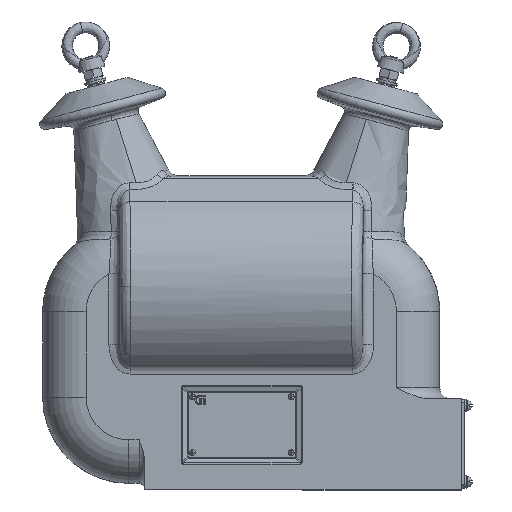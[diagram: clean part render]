
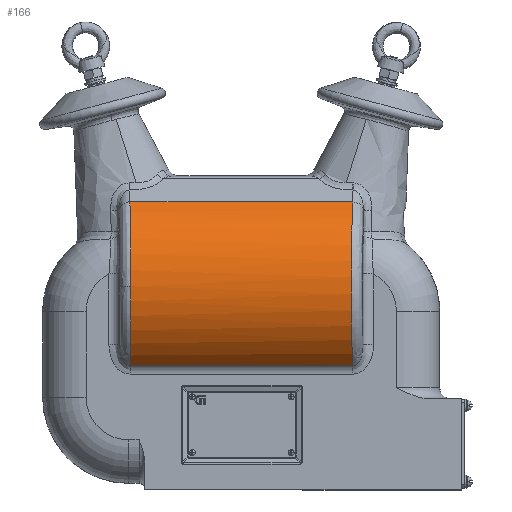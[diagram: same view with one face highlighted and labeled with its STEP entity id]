
A CAD part, top view. The second image highlights one B-rep face of the part: STEP entity #166.
In plain terms, the highlighted cylindrical face has radius 96 mm (diameter 192 mm), a partial arc.
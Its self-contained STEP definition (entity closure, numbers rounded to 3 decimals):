
#166 = ADVANCED_FACE ( 'NONE', ( #8219 ), #8198, .T. ) ;
#542 =( BOUNDED_CURVE ( )  B_SPLINE_CURVE ( 3, ( #2136, #2150, #2159, #2156 ),
 .UNSPECIFIED., .F., .T. ) 
 B_SPLINE_CURVE_WITH_KNOTS ( ( 4, 4 ),
 ( 5.324, 6.283 ),
 .UNSPECIFIED. ) 
 CURVE ( )  GEOMETRIC_REPRESENTATION_ITEM ( )  RATIONAL_B_SPLINE_CURVE ( ( 1., 0.925, 0.925, 1. ) ) 
 REPRESENTATION_ITEM ( '' )  );
#566 =( BOUNDED_CURVE ( )  B_SPLINE_CURVE ( 3, ( #7520, #7581, #7587, #7577 ),
 .UNSPECIFIED., .F., .F. ) 
 B_SPLINE_CURVE_WITH_KNOTS ( ( 4, 4 ),
 ( 2.261, 4.101 ),
 .UNSPECIFIED. ) 
 CURVE ( )  GEOMETRIC_REPRESENTATION_ITEM ( )  RATIONAL_B_SPLINE_CURVE ( ( 1., 0.737, 0.737, 1. ) ) 
 REPRESENTATION_ITEM ( '' )  );
#570 =( BOUNDED_CURVE ( )  B_SPLINE_CURVE ( 3, ( #20336, #20385, #20380, #20405 ),
 .UNSPECIFIED., .F., .F. ) 
 B_SPLINE_CURVE_WITH_KNOTS ( ( 4, 4 ),
 ( 0., 0.88 ),
 .UNSPECIFIED. ) 
 CURVE ( )  GEOMETRIC_REPRESENTATION_ITEM ( )  RATIONAL_B_SPLINE_CURVE ( ( 1., 0.936, 0.936, 1. ) ) 
 REPRESENTATION_ITEM ( '' )  );
#2136 = CARTESIAN_POINT ( 'NONE',  ( -103.704, 147.124, 55.084 ) ) ;
#2150 = CARTESIAN_POINT ( 'NONE',  ( -103.091, 128.792, 81.251 ) ) ;
#2156 = CARTESIAN_POINT ( 'NONE',  ( -102.745, 68.5, 96. ) ) ;
#2159 = CARTESIAN_POINT ( 'NONE',  ( -102.745, 100.45, 96. ) ) ;
#2208 = CARTESIAN_POINT ( 'NONE',  ( 115., 147.124, 55.084 ) ) ;
#2228 = DIRECTION ( 'NONE',  ( -1., 0., 0. ) ) ;
#5082 = AXIS2_PLACEMENT_3D ( 'NONE', #11650, #11668, #11670 ) ;
#7456 = CARTESIAN_POINT ( 'NONE',  ( 115., -5.519, 61.132 ) ) ;
#7470 = DIRECTION ( 'NONE',  ( 1., 0., 0. ) ) ;
#7520 = CARTESIAN_POINT ( 'NONE',  ( 103.563, -5.519, 61.132 ) ) ;
#7577 = CARTESIAN_POINT ( 'NONE',  ( 103.704, 147.124, 55.084 ) ) ;
#7581 = CARTESIAN_POINT ( 'NONE',  ( 102.313, 38.467, 114.392 ) ) ;
#7587 = CARTESIAN_POINT ( 'NONE',  ( 102.377, 107.489, 111.657 ) ) ;
#8198 = CYLINDRICAL_SURFACE ( 'NONE', #5082, 96. ) ;
#8219 = FACE_OUTER_BOUND ( 'NONE', #30127, .T. ) ;
#10107 = EDGE_CURVE ( 'NONE', #28443, #28383, #30667, .T. ) ;
#10160 = EDGE_CURVE ( 'NONE', #28383, #28597, #542, .T. ) ;
#10215 = EDGE_CURVE ( 'NONE', #28606, #28402, #30733, .T. ) ;
#10265 = EDGE_CURVE ( 'NONE', #28402, #28443, #566, .T. ) ;
#11650 = CARTESIAN_POINT ( 'NONE',  ( 115., 68.5, 0. ) ) ;
#11668 = DIRECTION ( 'NONE',  ( 1., 0., 0. ) ) ;
#11670 = DIRECTION ( 'NONE',  ( 0., 0., -1. ) ) ;
#13777 = ORIENTED_EDGE ( 'NONE', *, *, #10107, .T. ) ;
#15486 = CARTESIAN_POINT ( 'NONE',  ( -103.704, 147.124, 55.084 ) ) ;
#15509 = CARTESIAN_POINT ( 'NONE',  ( 103.704, 147.124, 55.084 ) ) ;
#15535 = CARTESIAN_POINT ( 'NONE',  ( 103.563, -5.519, 61.132 ) ) ;
#15694 = CARTESIAN_POINT ( 'NONE',  ( -102.745, 68.5, 96. ) ) ;
#15718 = CARTESIAN_POINT ( 'NONE',  ( -103.563, -5.519, 61.132 ) ) ;
#17158 = ORIENTED_EDGE ( 'NONE', *, *, #10215, .T. ) ;
#17178 = ORIENTED_EDGE ( 'NONE', *, *, #21976, .T. ) ;
#17188 = ORIENTED_EDGE ( 'NONE', *, *, #10160, .T. ) ;
#17226 = ORIENTED_EDGE ( 'NONE', *, *, #10265, .T. ) ;
#20336 = CARTESIAN_POINT ( 'NONE',  ( -102.745, 68.5, 96. ) ) ;
#20380 = CARTESIAN_POINT ( 'NONE',  ( -103.036, 13.027, 83.588 ) ) ;
#20385 = CARTESIAN_POINT ( 'NONE',  ( -102.745, 39.375, 96. ) ) ;
#20405 = CARTESIAN_POINT ( 'NONE',  ( -103.563, -5.519, 61.132 ) ) ;
#21976 = EDGE_CURVE ( 'NONE', #28597, #28606, #570, .T. ) ;
#28383 = VERTEX_POINT ( 'NONE', #15486 ) ;
#28402 = VERTEX_POINT ( 'NONE', #15535 ) ;
#28443 = VERTEX_POINT ( 'NONE', #15509 ) ;
#28597 = VERTEX_POINT ( 'NONE', #15694 ) ;
#28606 = VERTEX_POINT ( 'NONE', #15718 ) ;
#30127 = EDGE_LOOP ( 'NONE', ( #17188, #17178, #17158, #17226, #13777 ) ) ;
#30667 = LINE ( 'NONE', #2208, #30678 ) ;
#30678 = VECTOR ( 'NONE', #2228, 1000. ) ;
#30694 = VECTOR ( 'NONE', #7470, 1000. ) ;
#30733 = LINE ( 'NONE', #7456, #30694 ) ;
